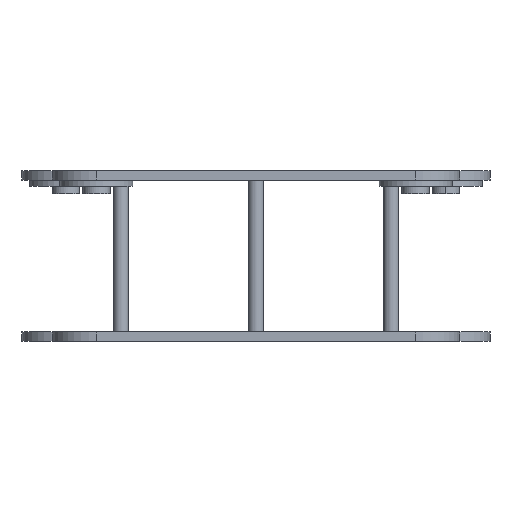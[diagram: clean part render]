
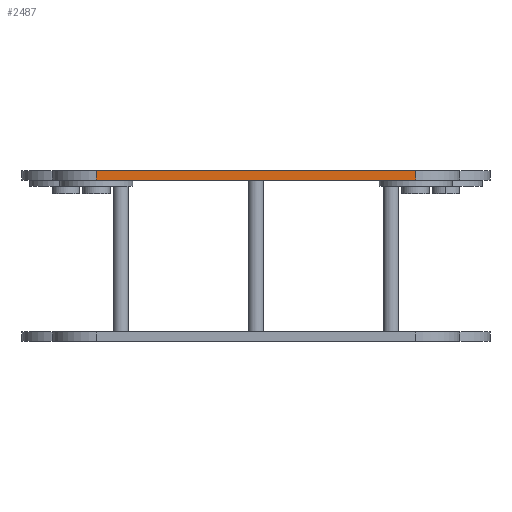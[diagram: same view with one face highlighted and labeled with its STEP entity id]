
A CAD part, left-side view. The second image highlights one B-rep face of the part: STEP entity #2487.
In plain terms, the highlighted face is planar.
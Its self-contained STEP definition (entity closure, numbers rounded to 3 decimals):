
#143 = CARTESIAN_POINT ( 'NONE',  ( 107., 0., 52.5 ) ) ;
#197 = LINE ( 'NONE', #1975, #4571 ) ;
#241 = VECTOR ( 'NONE', #4390, 1000. ) ;
#588 = EDGE_CURVE ( 'NONE', #2015, #3002, #2115, .T. ) ;
#792 = VECTOR ( 'NONE', #2908, 1000. ) ;
#871 = EDGE_LOOP ( 'NONE', ( #1216, #2365, #5448, #4123 ) ) ;
#1037 = CARTESIAN_POINT ( 'NONE',  ( 107., 3., 52.5 ) ) ;
#1092 = EDGE_CURVE ( 'NONE', #3658, #1633, #1422, .T. ) ;
#1216 = ORIENTED_EDGE ( 'NONE', *, *, #4541, .T. ) ;
#1317 = CARTESIAN_POINT ( 'NONE',  ( 107., 3., -52.5 ) ) ;
#1422 = LINE ( 'NONE', #3565, #241 ) ;
#1582 = EDGE_CURVE ( 'NONE', #3658, #2015, #5556, .T. ) ;
#1612 = DIRECTION ( 'NONE',  ( 0., 0., -1. ) ) ;
#1633 = VERTEX_POINT ( 'NONE', #143 ) ;
#1975 = CARTESIAN_POINT ( 'NONE',  ( 107., 0., -52.5 ) ) ;
#2015 = VERTEX_POINT ( 'NONE', #5271 ) ;
#2115 = LINE ( 'NONE', #1317, #4619 ) ;
#2133 = DIRECTION ( 'NONE',  ( 0., -1., 0. ) ) ;
#2348 = CARTESIAN_POINT ( 'NONE',  ( 107., 0., -52.5 ) ) ;
#2365 = ORIENTED_EDGE ( 'NONE', *, *, #588, .F. ) ;
#2487 = ADVANCED_FACE ( 'NONE', ( #2906 ), #4770, .F. ) ;
#2906 = FACE_OUTER_BOUND ( 'NONE', #871, .T. ) ;
#2908 = DIRECTION ( 'NONE',  ( 0., 0., -1. ) ) ;
#3002 = VERTEX_POINT ( 'NONE', #2348 ) ;
#3322 = CARTESIAN_POINT ( 'NONE',  ( 107., 3., -52.5 ) ) ;
#3565 = CARTESIAN_POINT ( 'NONE',  ( 107., 3., 52.5 ) ) ;
#3658 = VERTEX_POINT ( 'NONE', #1037 ) ;
#4123 = ORIENTED_EDGE ( 'NONE', *, *, #1092, .T. ) ;
#4293 = CARTESIAN_POINT ( 'NONE',  ( 107., 3., -52.5 ) ) ;
#4390 = DIRECTION ( 'NONE',  ( 0., -1., 0. ) ) ;
#4397 = DIRECTION ( 'NONE',  ( 0., 0., 1. ) ) ;
#4541 = EDGE_CURVE ( 'NONE', #1633, #3002, #197, .T. ) ;
#4571 = VECTOR ( 'NONE', #1612, 1000. ) ;
#4619 = VECTOR ( 'NONE', #2133, 1000. ) ;
#4727 = DIRECTION ( 'NONE',  ( -1., 0., 0. ) ) ;
#4770 = PLANE ( 'NONE',  #4951 ) ;
#4951 = AXIS2_PLACEMENT_3D ( 'NONE', #4293, #4727, #4397 ) ;
#5271 = CARTESIAN_POINT ( 'NONE',  ( 107., 3., -52.5 ) ) ;
#5448 = ORIENTED_EDGE ( 'NONE', *, *, #1582, .F. ) ;
#5556 = LINE ( 'NONE', #3322, #792 ) ;
